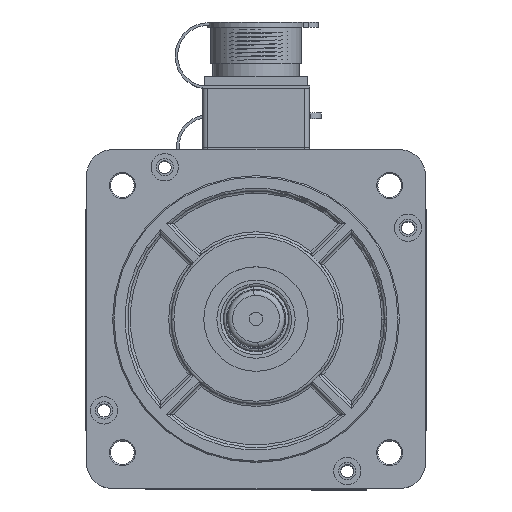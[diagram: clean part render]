
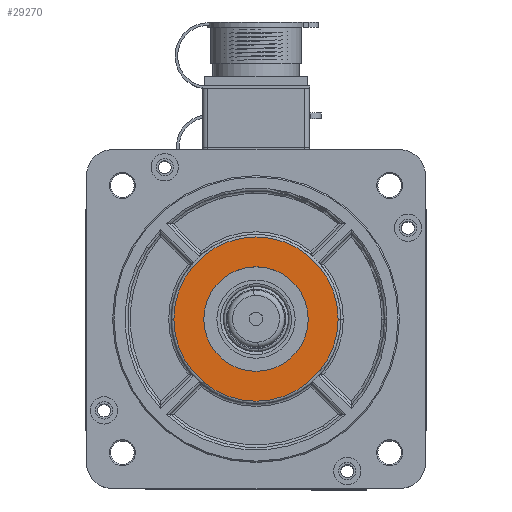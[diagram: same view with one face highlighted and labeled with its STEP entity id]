
A CAD part, top view. The second image highlights one B-rep face of the part: STEP entity #29270.
In plain terms, the highlighted planar face has unit normal (0, 0, 1).
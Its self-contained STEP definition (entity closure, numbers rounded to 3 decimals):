
#10839 = CARTESIAN_POINT ( 'NONE',  ( -31.5, 0., 18.5 ) ) ;
#11124 = CIRCLE ( 'NONE', #11171, 31.5 ) ;
#11130 = DIRECTION ( 'NONE',  ( 0., 0., 1. ) ) ;
#11144 = CARTESIAN_POINT ( 'NONE',  ( 0., 0., 18.5 ) ) ;
#11145 = CARTESIAN_POINT ( 'NONE',  ( 31.5, 0., 18.5 ) ) ;
#11170 = DIRECTION ( 'NONE',  ( 1., 0., 0. ) ) ;
#11171 = AXIS2_PLACEMENT_3D ( 'NONE', #11144, #11130, #11170 ) ;
#11195 = CARTESIAN_POINT ( 'NONE',  ( -20.05, 0., 18.5 ) ) ;
#11275 = CIRCLE ( 'NONE', #11320, 20.05 ) ;
#11307 = CARTESIAN_POINT ( 'NONE',  ( 20.05, 0., 18.5 ) ) ;
#11314 = DIRECTION ( 'NONE',  ( 1., 0., 0. ) ) ;
#11315 = DIRECTION ( 'NONE',  ( 0., 0., 1. ) ) ;
#11320 = AXIS2_PLACEMENT_3D ( 'NONE', #11325, #11315, #11314 ) ;
#11325 = CARTESIAN_POINT ( 'NONE',  ( 0., 0., 18.5 ) ) ;
#13582 = PLANE ( 'NONE',  #13587 ) ;
#13587 = AXIS2_PLACEMENT_3D ( 'NONE', #13650, #13649, #13648 ) ;
#13588 = FACE_OUTER_BOUND ( 'NONE', #29298, .T. ) ;
#13595 = FACE_BOUND ( 'NONE', #29200, .T. ) ;
#13648 = DIRECTION ( 'NONE',  ( 1., 0., 0. ) ) ;
#13649 = DIRECTION ( 'NONE',  ( 0., 0., 1. ) ) ;
#13650 = CARTESIAN_POINT ( 'NONE',  ( 0., 0., 18.5 ) ) ;
#13747 = DIRECTION ( 'NONE',  ( 1., 0., 0. ) ) ;
#13748 = DIRECTION ( 'NONE',  ( 0., 0., 1. ) ) ;
#13749 = CARTESIAN_POINT ( 'NONE',  ( 0., 0., 18.5 ) ) ;
#13751 = CIRCLE ( 'NONE', #13759, 31.5 ) ;
#13756 = CARTESIAN_POINT ( 'NONE',  ( 0., 0., 18.5 ) ) ;
#13757 = CIRCLE ( 'NONE', #13765, 20.05 ) ;
#13759 = AXIS2_PLACEMENT_3D ( 'NONE', #13756, #13797, #13796 ) ;
#13765 = AXIS2_PLACEMENT_3D ( 'NONE', #13749, #13748, #13747 ) ;
#13796 = DIRECTION ( 'NONE',  ( 1., 0., 0. ) ) ;
#13797 = DIRECTION ( 'NONE',  ( 0., 0., 1. ) ) ;
#26674 = VERTEX_POINT ( 'NONE', #10839 ) ;
#26721 = EDGE_CURVE ( 'NONE', #26726, #26674, #11124, .T. ) ;
#26726 = VERTEX_POINT ( 'NONE', #11145 ) ;
#26758 = VERTEX_POINT ( 'NONE', #11195 ) ;
#26905 = EDGE_CURVE ( 'NONE', #26758, #26921, #11275, .T. ) ;
#26921 = VERTEX_POINT ( 'NONE', #11307 ) ;
#29200 = EDGE_LOOP ( 'NONE', ( #29279, #29367 ) ) ;
#29270 = ADVANCED_FACE ( 'NONE', ( #13595, #13588 ), #13582, .T. ) ;
#29279 = ORIENTED_EDGE ( 'NONE', *, *, #29399, .F. ) ;
#29298 = EDGE_LOOP ( 'NONE', ( #29408, #29370 ) ) ;
#29367 = ORIENTED_EDGE ( 'NONE', *, *, #26905, .F. ) ;
#29370 = ORIENTED_EDGE ( 'NONE', *, *, #29403, .T. ) ;
#29399 = EDGE_CURVE ( 'NONE', #26921, #26758, #13757, .T. ) ;
#29403 = EDGE_CURVE ( 'NONE', #26674, #26726, #13751, .T. ) ;
#29408 = ORIENTED_EDGE ( 'NONE', *, *, #26721, .T. ) ;
